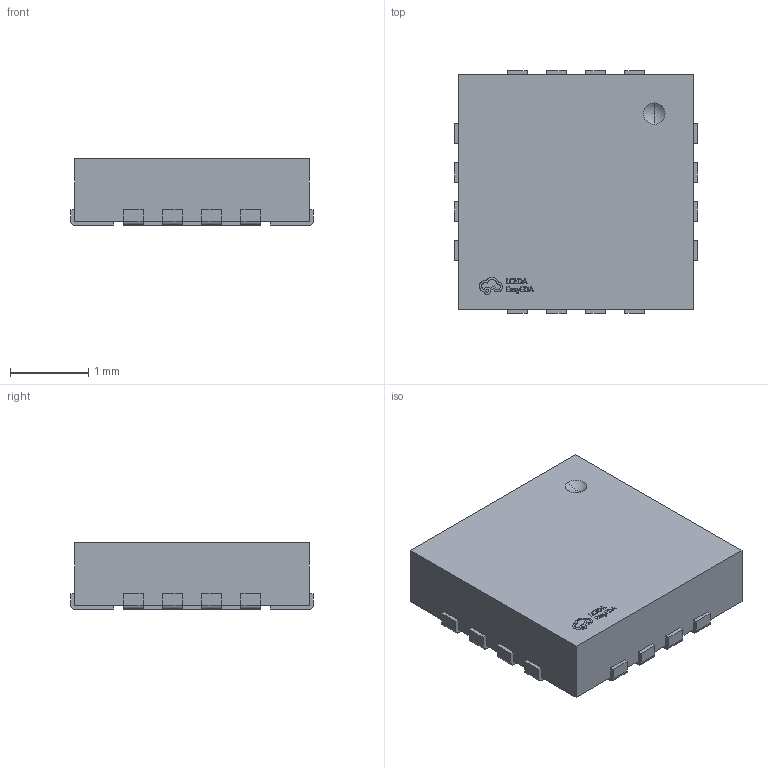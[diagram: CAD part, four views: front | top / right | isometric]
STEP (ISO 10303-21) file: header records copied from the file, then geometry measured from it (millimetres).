
FILE_DESCRIPTION (( 'STEP AP214' ), '1' );
FILE_NAME ('MLP-16_L3.0-W3.0-P0.50-TL-EP1.7.step', '2022-08-04T05:37:31', ( '' ), ( '' ), 'SwSTEP 2.0', 'SolidWorks 2020', '' );
FILE_SCHEMA (( 'AUTOMOTIVE_DESIGN' ));
Length unit declared in the file: millimetre
Products named in the file (1): MLP-16_L3.0-W3.0-P0.50-TL-EP1.7
Bounding box: 3.1 x 3.1 x 0.85 mm (x, y, z)
Volume: 7.5 mm3; surface area: 35.7 mm2
Topology: 15 solids, 15 shells, 365 faces, 1032 edges, 705 vertices
Faces by surface type: plane 249, bspline 98, cylinder 16, sphere 2
Entity records: 16585 total; most frequent: CARTESIAN_POINT 3625, ORIENTED_EDGE 2064, DIRECTION 1392, EDGE_CURVE 1032, LINE 784, VECTOR 784, VERTEX_POINT 705, EDGE_LOOP 385
